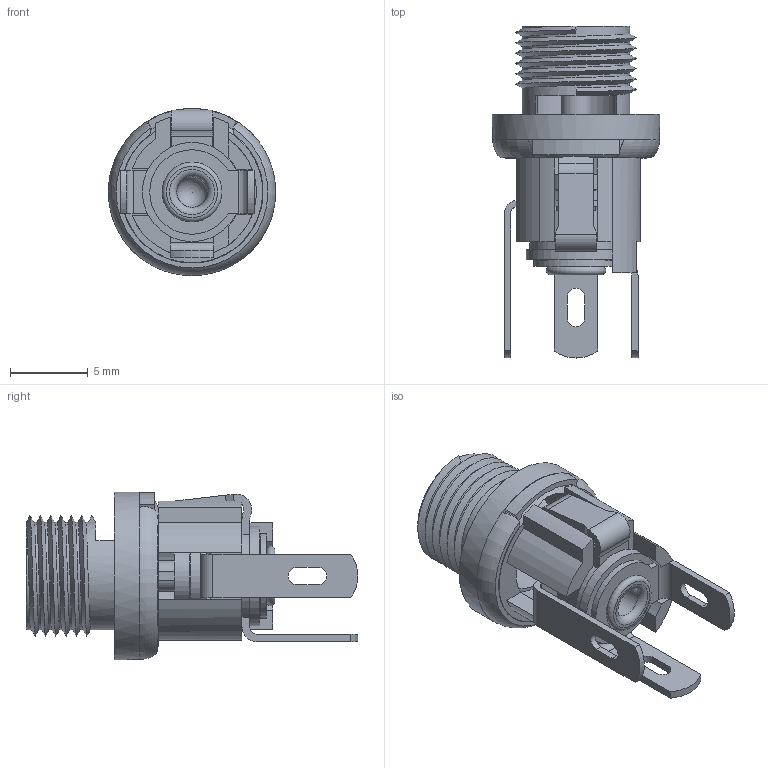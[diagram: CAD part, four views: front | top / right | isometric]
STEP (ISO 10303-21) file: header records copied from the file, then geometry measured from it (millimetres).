
FILE_DESCRIPTION(/* description */ ('Unknown'),/* implementation_level */ '2;1');
FILE_NAME(/* name */ 'DCJack_KLDPLX-0202-A',/* time_stamp */ '2024-09-03T22:53:57+07:00',/* author */ ('Unknown'),/* organization */ ('Unknown'),/* preprocessor_version */ 'ST-DEVELOPER v19.4',/* originating_system */ 'Solid Edge',/* authorisation */ 'Unknown');
FILE_SCHEMA (('AUTOMOTIVE_DESIGN {1 0 10303 214 3 1 1}'));
Length unit declared in the file: millimetre
Products named in the file (9): KLDPLX-0202-A; KLDPLX-0202-A_0; KLDPLX-0202-A_1; KLDPLX-0202-A_2; KLDPLX-0202-A_3; KLDPLX-0202-A_4; KLDPLX-0202-A_5; KLDPLX-0202-A_6
Assembly tree (8 placements, depth 2):
  KLDPLX-0202-A
    KLDPLX-0202-A
    KLDPLX-0202-A_0
    KLDPLX-0202-A_1
    KLDPLX-0202-A_2
    KLDPLX-0202-A_3
    KLDPLX-0202-A_4
    KLDPLX-0202-A_5
    KLDPLX-0202-A_6
Bounding box: 10.8 x 21.4 x 10.8 mm (x, y, z)
Volume: 546.4 mm3; surface area: 1685.4 mm2
Topology: 8 solids, 8 shells, 151 faces, 409 edges, 274 vertices
Faces by surface type: plane 82, cylinder 57, torus 7, sphere 3, bspline 2
Full cylindrical faces by diameter (mm): 2 x1, 2.48 x1, 2.5 x6, 3.9 x1, 4.5 x1, 5.6 x1, 6.4 x1, 10.8 x1
Entity records: 6129 total; most frequent: CARTESIAN_POINT 2109, DIRECTION 802, ORIENTED_EDGE 766, EDGE_CURVE 383, AXIS2_PLACEMENT_3D 300, VERTEX_POINT 267, LINE 202, VECTOR 202
